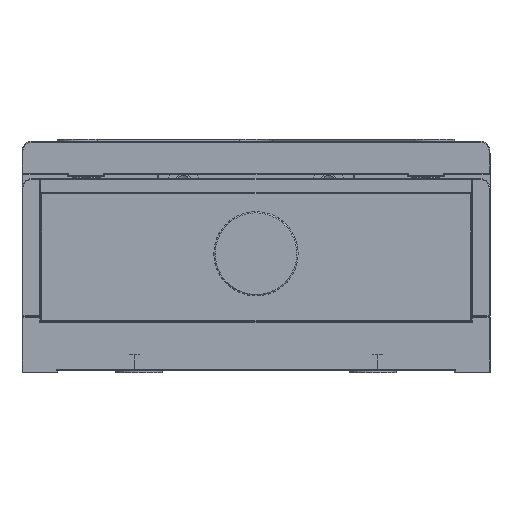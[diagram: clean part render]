
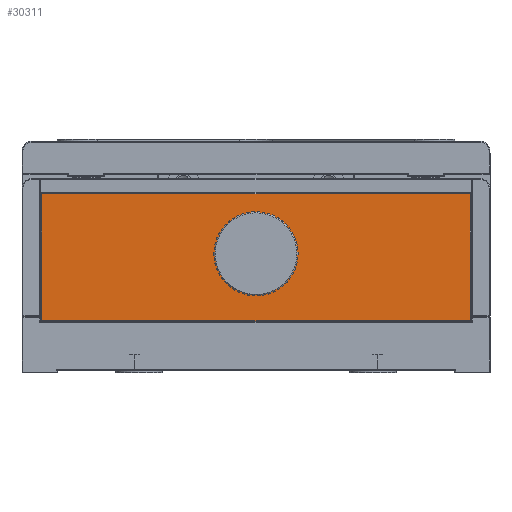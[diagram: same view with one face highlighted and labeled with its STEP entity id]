
A CAD part, left-side view. The second image highlights one B-rep face of the part: STEP entity #30311.
In plain terms, the highlighted planar face has unit normal (-1, 0, 0).
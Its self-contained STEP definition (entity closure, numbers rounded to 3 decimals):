
#172 = CARTESIAN_POINT ( 'NONE',  ( -168.961, 9.994, 20.5 ) ) ;
#1474 = VERTEX_POINT ( 'NONE', #46676 ) ;
#1542 = DIRECTION ( 'NONE',  ( 0., 0., -1. ) ) ;
#3428 = CIRCLE ( 'NONE', #18603, 3.2 ) ;
#7757 = CARTESIAN_POINT ( 'NONE',  ( -168.961, 55.794, 19.75 ) ) ;
#7828 = LINE ( 'NONE', #39027, #35650 ) ;
#7885 = VERTEX_POINT ( 'NONE', #40961 ) ;
#8185 = DIRECTION ( 'NONE',  ( 1., 0., 0. ) ) ;
#10298 = VECTOR ( 'NONE', #26561, 1000. ) ;
#10435 = EDGE_CURVE ( 'NONE', #42857, #7885, #50952, .T. ) ;
#10726 = AXIS2_PLACEMENT_3D ( 'NONE', #172, #8185, #46979 ) ;
#13404 = FACE_OUTER_BOUND ( 'NONE', #60291, .T. ) ;
#13533 = ORIENTED_EDGE ( 'NONE', *, *, #59300, .T. ) ;
#16271 = CARTESIAN_POINT ( 'NONE',  ( -168.961, 9.994, 6.2 ) ) ;
#18603 = AXIS2_PLACEMENT_3D ( 'NONE', #56591, #57679, #61725 ) ;
#20461 = CARTESIAN_POINT ( 'NONE',  ( -168.961, -35.806, 19.75 ) ) ;
#24761 = DIRECTION ( 'NONE',  ( 0., 1., 0. ) ) ;
#25958 = LINE ( 'NONE', #20461, #61153 ) ;
#26561 = DIRECTION ( 'NONE',  ( 0., -1., 0. ) ) ;
#27578 = CARTESIAN_POINT ( 'NONE',  ( -168.961, -35.806, 33.3 ) ) ;
#27733 = DIRECTION ( 'NONE',  ( 0., 1., 0. ) ) ;
#29863 = DIRECTION ( 'NONE',  ( 1., 0., 0. ) ) ;
#30311 = ADVANCED_FACE ( 'NONE', ( #63527, #13404 ), #37137, .F. ) ;
#30592 = CARTESIAN_POINT ( 'NONE',  ( -168.961, 9.994, 19.75 ) ) ;
#30664 = VERTEX_POINT ( 'NONE', #63077 ) ;
#30712 = AXIS2_PLACEMENT_3D ( 'NONE', #30592, #29863, #24761 ) ;
#30876 = VECTOR ( 'NONE', #1542, 1000. ) ;
#31277 = EDGE_CURVE ( 'NONE', #1474, #30664, #3428, .T. ) ;
#35650 = VECTOR ( 'NONE', #27733, 1000. ) ;
#37137 = PLANE ( 'NONE',  #30712 ) ;
#38434 = ORIENTED_EDGE ( 'NONE', *, *, #68382, .T. ) ;
#39027 = CARTESIAN_POINT ( 'NONE',  ( -168.961, 9.994, 33.3 ) ) ;
#39621 = EDGE_LOOP ( 'NONE', ( #13533, #70167 ) ) ;
#40961 = CARTESIAN_POINT ( 'NONE',  ( -168.961, 55.794, 6.2 ) ) ;
#41087 = VERTEX_POINT ( 'NONE', #27578 ) ;
#42857 = VERTEX_POINT ( 'NONE', #43890 ) ;
#43890 = CARTESIAN_POINT ( 'NONE',  ( -168.961, 55.794, 33.3 ) ) ;
#46676 = CARTESIAN_POINT ( 'NONE',  ( -168.961, 13.194, 20.5 ) ) ;
#46979 = DIRECTION ( 'NONE',  ( 0., 1., 0. ) ) ;
#48247 = DIRECTION ( 'NONE',  ( 0., 0., 1. ) ) ;
#50952 = LINE ( 'NONE', #7757, #30876 ) ;
#53397 = EDGE_CURVE ( 'NONE', #7885, #56355, #66406, .T. ) ;
#56355 = VERTEX_POINT ( 'NONE', #66218 ) ;
#56591 = CARTESIAN_POINT ( 'NONE',  ( -168.961, 9.994, 20.5 ) ) ;
#57679 = DIRECTION ( 'NONE',  ( 1., 0., 0. ) ) ;
#59300 = EDGE_CURVE ( 'NONE', #30664, #1474, #70339, .T. ) ;
#59380 = ORIENTED_EDGE ( 'NONE', *, *, #71767, .T. ) ;
#60291 = EDGE_LOOP ( 'NONE', ( #38434, #59380, #62938, #68693 ) ) ;
#61153 = VECTOR ( 'NONE', #48247, 1000. ) ;
#61725 = DIRECTION ( 'NONE',  ( 0., 1., 0. ) ) ;
#62938 = ORIENTED_EDGE ( 'NONE', *, *, #10435, .T. ) ;
#63077 = CARTESIAN_POINT ( 'NONE',  ( -168.961, 6.794, 20.5 ) ) ;
#63527 = FACE_BOUND ( 'NONE', #39621, .T. ) ;
#66218 = CARTESIAN_POINT ( 'NONE',  ( -168.961, -35.806, 6.2 ) ) ;
#66406 = LINE ( 'NONE', #16271, #10298 ) ;
#68382 = EDGE_CURVE ( 'NONE', #56355, #41087, #25958, .T. ) ;
#68693 = ORIENTED_EDGE ( 'NONE', *, *, #53397, .T. ) ;
#70167 = ORIENTED_EDGE ( 'NONE', *, *, #31277, .T. ) ;
#70339 = CIRCLE ( 'NONE', #10726, 3.2 ) ;
#71767 = EDGE_CURVE ( 'NONE', #41087, #42857, #7828, .T. ) ;
